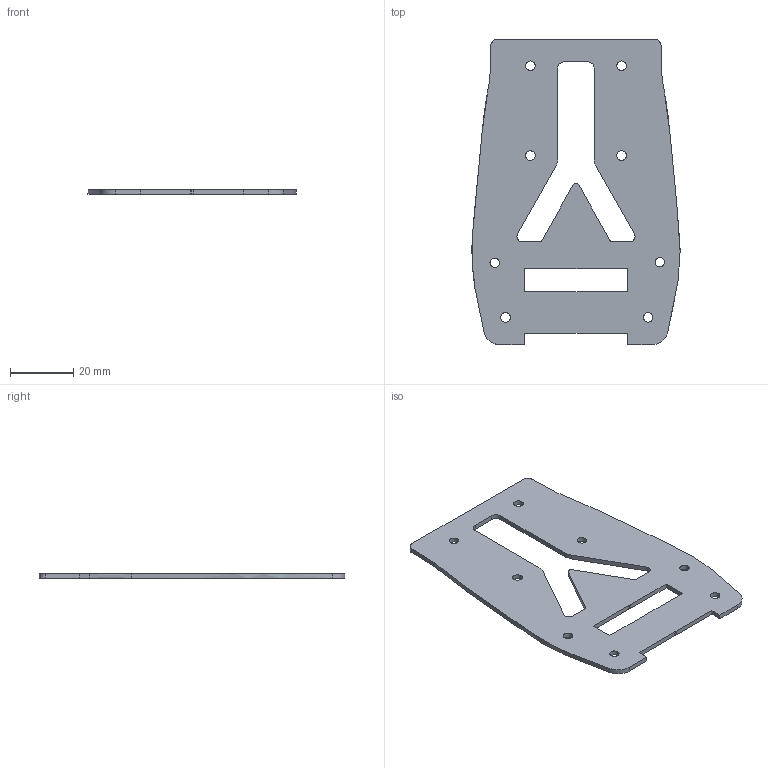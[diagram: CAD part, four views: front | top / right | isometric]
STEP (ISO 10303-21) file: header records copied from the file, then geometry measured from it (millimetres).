
FILE_DESCRIPTION(/* description */ (''),/* implementation_level */ '2;1');
FILE_NAME(/* name */ 'front_upper_carbon_part.step',/* time_stamp */ '2022-02-09T19:06:24+01:00',/* author */ (''),/* organization */ (''),/* preprocessor_version */ 'ST-DEVELOPER v18.1',/* originating_system */ 'Autodesk Translation Framework v10.13.0.1454',/* authorisation */ '');
FILE_SCHEMA (('AUTOMOTIVE_DESIGN { 1 0 10303 214 3 1 1 }'));
Length unit declared in the file: millimetre
Products named in the file (1): FusionComponent
Bounding box: 65.69 x 96.28 x 1.5 mm (x, y, z)
Volume: 6925.7 mm3; surface area: 10208.6 mm2
Topology: 1 solids, 1 shells, 59 faces, 171 edges, 114 vertices
Faces by surface type: plane 30, cylinder 17, bspline 12
Full cylindrical faces by diameter (mm): 3 x8
Entity records: 2450 total; most frequent: CARTESIAN_POINT 892, ORIENTED_EDGE 342, DIRECTION 265, EDGE_CURVE 171, VERTEX_POINT 114, LINE 101, VECTOR 101, AXIS2_PLACEMENT_3D 82
